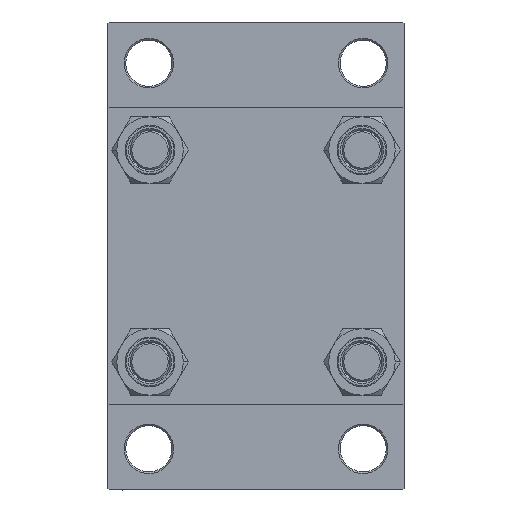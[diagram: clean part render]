
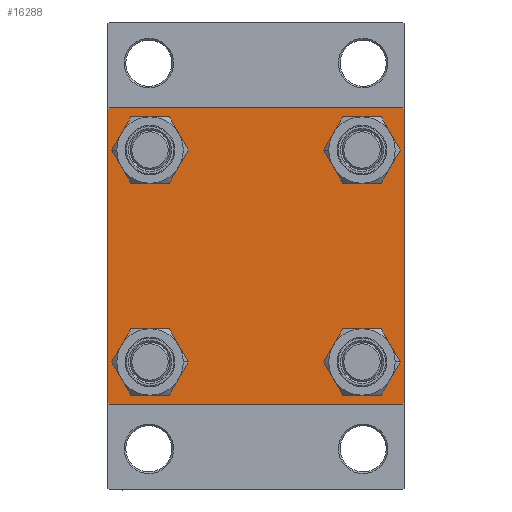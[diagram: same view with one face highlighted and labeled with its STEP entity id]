
A CAD part, left-side view. The second image highlights one B-rep face of the part: STEP entity #16288.
In plain terms, the highlighted planar face has unit normal (-1, 0, 0).
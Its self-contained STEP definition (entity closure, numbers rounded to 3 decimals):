
#1041 = DIRECTION ( 'NONE',  ( 0., -1., 0. ) ) ;
#1457 = CIRCLE ( 'NONE', #4540, 6.5 ) ;
#1637 = VERTEX_POINT ( 'NONE', #34339 ) ;
#2175 = EDGE_CURVE ( 'NONE', #32119, #44388, #1457, .T. ) ;
#2283 = DIRECTION ( 'NONE',  ( 1., 0., 0. ) ) ;
#2535 = CARTESIAN_POINT ( 'NONE',  ( 0., 32.15, 32.15 ) ) ;
#2552 = DIRECTION ( 'NONE',  ( 1., 0., 0. ) ) ;
#2583 = DIRECTION ( 'NONE',  ( 1., 0., 0. ) ) ;
#3022 = DIRECTION ( 'NONE',  ( 0., -0.707, -0.707 ) ) ;
#3077 = ORIENTED_EDGE ( 'NONE', *, *, #40734, .T. ) ;
#3352 = CARTESIAN_POINT ( 'NONE',  ( 0., -44.75, -44.75 ) ) ;
#3477 = FACE_BOUND ( 'NONE', #13944, .T. ) ;
#3629 = EDGE_CURVE ( 'NONE', #1637, #45635, #22407, .T. ) ;
#4194 = VERTEX_POINT ( 'NONE', #10476 ) ;
#4540 = AXIS2_PLACEMENT_3D ( 'NONE', #15687, #7994, #22453 ) ;
#5324 = LINE ( 'NONE', #35431, #24518 ) ;
#5634 = VERTEX_POINT ( 'NONE', #6331 ) ;
#5842 = DIRECTION ( 'NONE',  ( 0., 0., 1. ) ) ;
#6154 = AXIS2_PLACEMENT_3D ( 'NONE', #7585, #32619, #21562 ) ;
#6294 = ORIENTED_EDGE ( 'NONE', *, *, #11592, .F. ) ;
#6331 = CARTESIAN_POINT ( 'NONE',  ( 0., 45., 44.5 ) ) ;
#7022 = CARTESIAN_POINT ( 'NONE',  ( 0., 32.15, -32.15 ) ) ;
#7585 = CARTESIAN_POINT ( 'NONE',  ( 0., 0., 0. ) ) ;
#7826 = VECTOR ( 'NONE', #1041, 1000. ) ;
#7994 = DIRECTION ( 'NONE',  ( 1., 0., 0. ) ) ;
#9591 = CARTESIAN_POINT ( 'NONE',  ( 0., -32.15, -38.65 ) ) ;
#9959 = CARTESIAN_POINT ( 'NONE',  ( 0., 45., 45. ) ) ;
#10476 = CARTESIAN_POINT ( 'NONE',  ( 0., 44.5, -45. ) ) ;
#10712 = PLANE ( 'NONE',  #6154 ) ;
#11318 = EDGE_LOOP ( 'NONE', ( #43013, #31217, #37028, #43711, #6294, #47596, #14321, #47518 ) ) ;
#11592 = EDGE_CURVE ( 'NONE', #15363, #45635, #40364, .T. ) ;
#11662 = FACE_BOUND ( 'NONE', #37366, .T. ) ;
#12197 = CARTESIAN_POINT ( 'NONE',  ( 0., -45., -44.5 ) ) ;
#12484 = CARTESIAN_POINT ( 'NONE',  ( 0., 45., -45. ) ) ;
#12655 = CARTESIAN_POINT ( 'NONE',  ( 0., 32.15, 32.15 ) ) ;
#12945 = EDGE_CURVE ( 'NONE', #27372, #5634, #5324, .T. ) ;
#13443 = DIRECTION ( 'NONE',  ( 0., 0., 1. ) ) ;
#13519 = DIRECTION ( 'NONE',  ( 1., 0., 0. ) ) ;
#13922 = ORIENTED_EDGE ( 'NONE', *, *, #14310, .T. ) ;
#13944 = EDGE_LOOP ( 'NONE', ( #35760, #3077 ) ) ;
#14310 = EDGE_CURVE ( 'NONE', #15736, #36643, #41498, .T. ) ;
#14321 = ORIENTED_EDGE ( 'NONE', *, *, #24526, .F. ) ;
#14809 = FACE_OUTER_BOUND ( 'NONE', #11318, .T. ) ;
#14963 = AXIS2_PLACEMENT_3D ( 'NONE', #2535, #17256, #39651 ) ;
#15363 = VERTEX_POINT ( 'NONE', #32124 ) ;
#15408 = EDGE_CURVE ( 'NONE', #36643, #15736, #29201, .T. ) ;
#15683 = CARTESIAN_POINT ( 'NONE',  ( 0., 32.15, -32.15 ) ) ;
#15687 = CARTESIAN_POINT ( 'NONE',  ( 0., -32.15, -32.15 ) ) ;
#15736 = VERTEX_POINT ( 'NONE', #34405 ) ;
#15951 = CARTESIAN_POINT ( 'NONE',  ( 0., -32.15, 32.15 ) ) ;
#16288 = ADVANCED_FACE ( 'NONE', ( #33345, #11662, #43733, #3477, #14809 ), #10712, .T. ) ;
#16781 = LINE ( 'NONE', #39649, #21358 ) ;
#16891 = AXIS2_PLACEMENT_3D ( 'NONE', #15683, #37847, #30366 ) ;
#17235 = AXIS2_PLACEMENT_3D ( 'NONE', #35572, #2552, #35338 ) ;
#17256 = DIRECTION ( 'NONE',  ( 1., 0., 0. ) ) ;
#18065 = DIRECTION ( 'NONE',  ( 0., -0.707, 0.707 ) ) ;
#18683 = CARTESIAN_POINT ( 'NONE',  ( 0., -45., 45. ) ) ;
#18939 = CIRCLE ( 'NONE', #35070, 6.5 ) ;
#19063 = EDGE_LOOP ( 'NONE', ( #32937, #13922 ) ) ;
#19588 = VECTOR ( 'NONE', #18065, 1000. ) ;
#19742 = DIRECTION ( 'NONE',  ( 0., -1., 0. ) ) ;
#20981 = DIRECTION ( 'NONE',  ( 0., 0.707, -0.707 ) ) ;
#21011 = CARTESIAN_POINT ( 'NONE',  ( 0., 45., -44.5 ) ) ;
#21093 = CIRCLE ( 'NONE', #17235, 6.5 ) ;
#21358 = VECTOR ( 'NONE', #3022, 1000. ) ;
#21562 = DIRECTION ( 'NONE',  ( 0., 0., 1. ) ) ;
#21725 = DIRECTION ( 'NONE',  ( 0., 0., 1. ) ) ;
#21891 = CIRCLE ( 'NONE', #24934, 6.5 ) ;
#22407 = LINE ( 'NONE', #3352, #19588 ) ;
#22453 = DIRECTION ( 'NONE',  ( 0., 0., 1. ) ) ;
#22730 = ORIENTED_EDGE ( 'NONE', *, *, #35734, .T. ) ;
#23005 = CARTESIAN_POINT ( 'NONE',  ( 0., 45., 45. ) ) ;
#23376 = CARTESIAN_POINT ( 'NONE',  ( 0., -32.15, 25.65 ) ) ;
#23523 = DIRECTION ( 'NONE',  ( 0., 0., 1. ) ) ;
#24518 = VECTOR ( 'NONE', #20981, 1000. ) ;
#24526 = EDGE_CURVE ( 'NONE', #27372, #37712, #44228, .T. ) ;
#24635 = DIRECTION ( 'NONE',  ( 0., 0., -1. ) ) ;
#24794 = VECTOR ( 'NONE', #19742, 1000. ) ;
#24934 = AXIS2_PLACEMENT_3D ( 'NONE', #12655, #2283, #23523 ) ;
#25102 = CARTESIAN_POINT ( 'NONE',  ( 0., 44.5, 45. ) ) ;
#25689 = AXIS2_PLACEMENT_3D ( 'NONE', #15951, #2583, #13443 ) ;
#27282 = VERTEX_POINT ( 'NONE', #21011 ) ;
#27372 = VERTEX_POINT ( 'NONE', #25102 ) ;
#28244 = LINE ( 'NONE', #9959, #28642 ) ;
#28642 = VECTOR ( 'NONE', #24635, 1000. ) ;
#28941 = ORIENTED_EDGE ( 'NONE', *, *, #2175, .T. ) ;
#29201 = CIRCLE ( 'NONE', #16891, 6.5 ) ;
#30185 = EDGE_CURVE ( 'NONE', #34424, #40236, #46460, .T. ) ;
#30219 = CARTESIAN_POINT ( 'NONE',  ( 0., 32.15, 38.65 ) ) ;
#30366 = DIRECTION ( 'NONE',  ( 0., 0., 1. ) ) ;
#31122 = CARTESIAN_POINT ( 'NONE',  ( 0., 32.15, 25.65 ) ) ;
#31217 = ORIENTED_EDGE ( 'NONE', *, *, #47373, .T. ) ;
#32119 = VERTEX_POINT ( 'NONE', #9591 ) ;
#32124 = CARTESIAN_POINT ( 'NONE',  ( 0., -45., 44.5 ) ) ;
#32619 = DIRECTION ( 'NONE',  ( -1., 0., 0. ) ) ;
#32912 = VECTOR ( 'NONE', #39872, 1000. ) ;
#32937 = ORIENTED_EDGE ( 'NONE', *, *, #15408, .T. ) ;
#32947 = EDGE_CURVE ( 'NONE', #5634, #27282, #28244, .T. ) ;
#32966 = ORIENTED_EDGE ( 'NONE', *, *, #30185, .T. ) ;
#33015 = EDGE_CURVE ( 'NONE', #4194, #1637, #45524, .T. ) ;
#33283 = DIRECTION ( 'NONE',  ( 0., 0.707, 0.707 ) ) ;
#33345 = FACE_BOUND ( 'NONE', #43465, .T. ) ;
#34339 = CARTESIAN_POINT ( 'NONE',  ( 0., -44.5, -45. ) ) ;
#34405 = CARTESIAN_POINT ( 'NONE',  ( 0., 32.15, -38.65 ) ) ;
#34424 = VERTEX_POINT ( 'NONE', #23376 ) ;
#34999 = CARTESIAN_POINT ( 'NONE',  ( 0., -32.15, -32.15 ) ) ;
#35070 = AXIS2_PLACEMENT_3D ( 'NONE', #34999, #35233, #5842 ) ;
#35233 = DIRECTION ( 'NONE',  ( 1., 0., 0. ) ) ;
#35338 = DIRECTION ( 'NONE',  ( 0., 0., 1. ) ) ;
#35431 = CARTESIAN_POINT ( 'NONE',  ( 0., 44.75, 44.75 ) ) ;
#35572 = CARTESIAN_POINT ( 'NONE',  ( 0., -32.15, 32.15 ) ) ;
#35734 = EDGE_CURVE ( 'NONE', #40236, #34424, #21093, .T. ) ;
#35760 = ORIENTED_EDGE ( 'NONE', *, *, #36330, .T. ) ;
#36330 = EDGE_CURVE ( 'NONE', #42998, #38791, #37233, .T. ) ;
#36462 = VECTOR ( 'NONE', #33283, 1000. ) ;
#36643 = VERTEX_POINT ( 'NONE', #44957 ) ;
#37028 = ORIENTED_EDGE ( 'NONE', *, *, #33015, .T. ) ;
#37233 = CIRCLE ( 'NONE', #14963, 6.5 ) ;
#37333 = ORIENTED_EDGE ( 'NONE', *, *, #44863, .T. ) ;
#37366 = EDGE_LOOP ( 'NONE', ( #37333, #28941 ) ) ;
#37712 = VERTEX_POINT ( 'NONE', #43659 ) ;
#37847 = DIRECTION ( 'NONE',  ( 1., 0., 0. ) ) ;
#38791 = VERTEX_POINT ( 'NONE', #31122 ) ;
#38965 = EDGE_CURVE ( 'NONE', #15363, #37712, #40532, .T. ) ;
#39649 = CARTESIAN_POINT ( 'NONE',  ( 0., 44.75, -44.75 ) ) ;
#39651 = DIRECTION ( 'NONE',  ( 0., 0., 1. ) ) ;
#39872 = DIRECTION ( 'NONE',  ( 0., 0., -1. ) ) ;
#40236 = VERTEX_POINT ( 'NONE', #44813 ) ;
#40364 = LINE ( 'NONE', #18683, #32912 ) ;
#40532 = LINE ( 'NONE', #47033, #36462 ) ;
#40734 = EDGE_CURVE ( 'NONE', #38791, #42998, #21891, .T. ) ;
#41498 = CIRCLE ( 'NONE', #43813, 6.5 ) ;
#42998 = VERTEX_POINT ( 'NONE', #30219 ) ;
#43013 = ORIENTED_EDGE ( 'NONE', *, *, #32947, .T. ) ;
#43465 = EDGE_LOOP ( 'NONE', ( #22730, #32966 ) ) ;
#43659 = CARTESIAN_POINT ( 'NONE',  ( 0., -44.5, 45. ) ) ;
#43711 = ORIENTED_EDGE ( 'NONE', *, *, #3629, .T. ) ;
#43733 = FACE_BOUND ( 'NONE', #19063, .T. ) ;
#43813 = AXIS2_PLACEMENT_3D ( 'NONE', #7022, #13519, #21725 ) ;
#44228 = LINE ( 'NONE', #23005, #7826 ) ;
#44388 = VERTEX_POINT ( 'NONE', #47718 ) ;
#44813 = CARTESIAN_POINT ( 'NONE',  ( 0., -32.15, 38.65 ) ) ;
#44863 = EDGE_CURVE ( 'NONE', #44388, #32119, #18939, .T. ) ;
#44957 = CARTESIAN_POINT ( 'NONE',  ( 0., 32.15, -25.65 ) ) ;
#45524 = LINE ( 'NONE', #12484, #24794 ) ;
#45635 = VERTEX_POINT ( 'NONE', #12197 ) ;
#46460 = CIRCLE ( 'NONE', #25689, 6.5 ) ;
#47033 = CARTESIAN_POINT ( 'NONE',  ( 0., -44.75, 44.75 ) ) ;
#47373 = EDGE_CURVE ( 'NONE', #27282, #4194, #16781, .T. ) ;
#47518 = ORIENTED_EDGE ( 'NONE', *, *, #12945, .T. ) ;
#47596 = ORIENTED_EDGE ( 'NONE', *, *, #38965, .T. ) ;
#47718 = CARTESIAN_POINT ( 'NONE',  ( 0., -32.15, -25.65 ) ) ;
